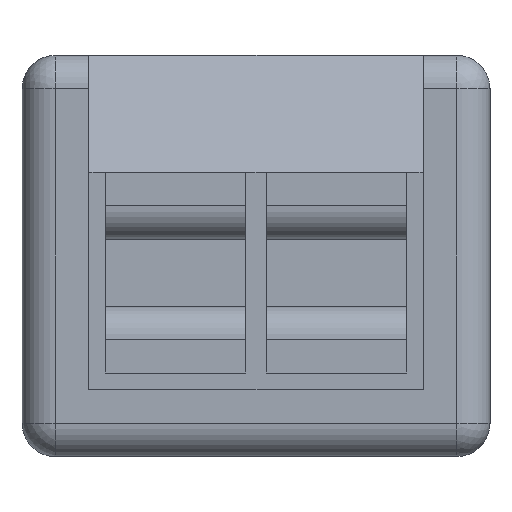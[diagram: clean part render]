
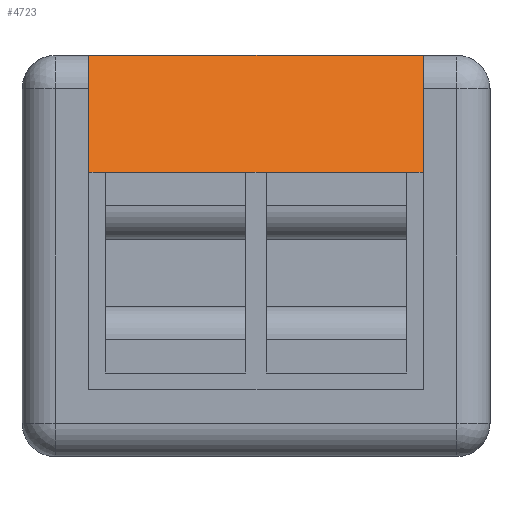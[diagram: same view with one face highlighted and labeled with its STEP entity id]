
A CAD part, left-side view. The second image highlights one B-rep face of the part: STEP entity #4723.
In plain terms, the highlighted face is planar.
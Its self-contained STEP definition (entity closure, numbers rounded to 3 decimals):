
#304=LINE('',#7304,#693);
#307=LINE('',#7310,#696);
#311=LINE('',#7318,#700);
#316=LINE('',#7332,#705);
#326=LINE('',#7351,#715);
#329=LINE('',#7358,#718);
#330=LINE('',#7360,#719);
#331=LINE('',#7361,#720);
#693=VECTOR('',#5718,10.);
#696=VECTOR('',#5721,10.);
#700=VECTOR('',#5725,10.);
#705=VECTOR('',#5740,10.);
#715=VECTOR('',#5760,10.);
#718=VECTOR('',#5769,10.);
#719=VECTOR('',#5770,10.);
#720=VECTOR('',#5771,10.);
#1193=PLANE('',#5074);
#1327=FACE_OUTER_BOUND('',#1640,.T.);
#1640=EDGE_LOOP('',(#3403,#3404,#3405,#3406,#3407,#3408,#3409,#3410));
#2139=VERTEX_POINT('',#7281);
#2144=VERTEX_POINT('',#7292);
#2149=VERTEX_POINT('',#7307);
#2150=VERTEX_POINT('',#7309);
#2153=VERTEX_POINT('',#7315);
#2154=VERTEX_POINT('',#7317);
#2163=VERTEX_POINT('',#7357);
#2164=VERTEX_POINT('',#7359);
#2594=EDGE_CURVE('',#2139,#2144,#304,.T.);
#2597=EDGE_CURVE('',#2149,#2150,#307,.T.);
#2601=EDGE_CURVE('',#2153,#2154,#311,.T.);
#2609=EDGE_CURVE('',#2144,#2149,#316,.T.);
#2619=EDGE_CURVE('',#2154,#2139,#326,.T.);
#2622=EDGE_CURVE('',#2150,#2163,#329,.T.);
#2623=EDGE_CURVE('',#2164,#2153,#330,.T.);
#2624=EDGE_CURVE('',#2163,#2164,#331,.T.);
#3403=ORIENTED_EDGE('',*,*,#2622,.F.);
#3404=ORIENTED_EDGE('',*,*,#2597,.F.);
#3405=ORIENTED_EDGE('',*,*,#2609,.F.);
#3406=ORIENTED_EDGE('',*,*,#2594,.F.);
#3407=ORIENTED_EDGE('',*,*,#2619,.F.);
#3408=ORIENTED_EDGE('',*,*,#2601,.F.);
#3409=ORIENTED_EDGE('',*,*,#2623,.F.);
#3410=ORIENTED_EDGE('',*,*,#2624,.F.);
#4723=ADVANCED_FACE('',(#1327),#1193,.F.);
#5074=AXIS2_PLACEMENT_3D('',#7356,#5767,#5768);
#5718=DIRECTION('',(0.,1.,0.));
#5721=DIRECTION('',(0.,1.,0.));
#5725=DIRECTION('',(0.,1.,0.));
#5740=DIRECTION('',(0.,1.,0.));
#5760=DIRECTION('',(0.,1.,0.));
#5767=DIRECTION('center_axis',(0.394,0.,0.919));
#5768=DIRECTION('ref_axis',(0.919,0.,-0.394));
#5769=DIRECTION('',(-0.919,0.,0.394));
#5770=DIRECTION('',(0.919,0.,-0.394));
#5771=DIRECTION('',(0.,-1.,0.));
#7281=CARTESIAN_POINT('',(-2.5,-0.3,-36.5));
#7292=CARTESIAN_POINT('',(-2.5,0.3,-36.5));
#7304=CARTESIAN_POINT('',(-2.5,0.,-36.5));
#7307=CARTESIAN_POINT('',(-2.5,4.5,-36.5));
#7309=CARTESIAN_POINT('',(-2.5,5.,-36.5));
#7310=CARTESIAN_POINT('',(-2.5,0.,-36.5));
#7315=CARTESIAN_POINT('',(-2.5,-5.,-36.5));
#7317=CARTESIAN_POINT('',(-2.5,-4.5,-36.5));
#7318=CARTESIAN_POINT('',(-2.5,0.,-36.5));
#7332=CARTESIAN_POINT('',(-2.5,0.,-36.5));
#7351=CARTESIAN_POINT('',(-2.5,0.,-36.5));
#7356=CARTESIAN_POINT('Origin',(-6.,-5.,-35.));
#7357=CARTESIAN_POINT('',(-6.,5.,-35.));
#7358=CARTESIAN_POINT('',(-2.772,5.,-36.384));
#7359=CARTESIAN_POINT('',(-6.,-5.,-35.));
#7360=CARTESIAN_POINT('',(-1.504,-5.,-36.927));
#7361=CARTESIAN_POINT('',(-6.,-2.5,-35.));
